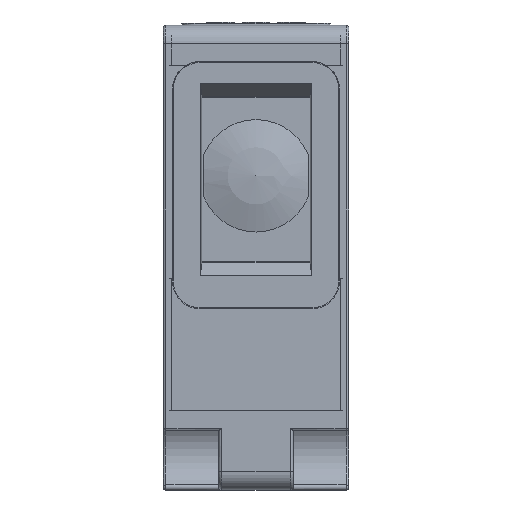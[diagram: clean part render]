
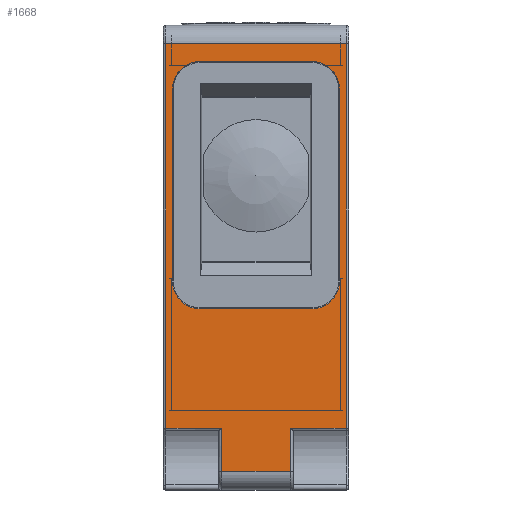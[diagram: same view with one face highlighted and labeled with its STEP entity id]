
A CAD part, front view. The second image highlights one B-rep face of the part: STEP entity #1668.
In plain terms, the highlighted planar face has unit normal (0, -1, 0).
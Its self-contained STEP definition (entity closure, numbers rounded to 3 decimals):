
#1668 = ADVANCED_FACE( '', ( #3696, #3697 ), #3698, .F. );
#3696 = FACE_BOUND( '', #6573, .T. );
#3697 = FACE_OUTER_BOUND( '', #6574, .T. );
#3698 = PLANE( '', #6575 );
#6573 = EDGE_LOOP( '', ( #11734, #11735, #11736, #11737, #11738, #11739, #11740, #11741 ) );
#6574 = EDGE_LOOP( '', ( #11742, #11743, #11744, #11745, #11746, #11747, #11748, #11749 ) );
#6575 = AXIS2_PLACEMENT_3D( '', #11750, #11751, #11752 );
#11734 = ORIENTED_EDGE( '', *, *, #16835, .F. );
#11735 = ORIENTED_EDGE( '', *, *, #16836, .F. );
#11736 = ORIENTED_EDGE( '', *, *, #16673, .F. );
#11737 = ORIENTED_EDGE( '', *, *, #16837, .F. );
#11738 = ORIENTED_EDGE( '', *, *, #15892, .F. );
#11739 = ORIENTED_EDGE( '', *, *, #16838, .F. );
#11740 = ORIENTED_EDGE( '', *, *, #16413, .F. );
#11741 = ORIENTED_EDGE( '', *, *, #16057, .F. );
#11742 = ORIENTED_EDGE( '', *, *, #16839, .T. );
#11743 = ORIENTED_EDGE( '', *, *, #16840, .T. );
#11744 = ORIENTED_EDGE( '', *, *, #16841, .T. );
#11745 = ORIENTED_EDGE( '', *, *, #16842, .T. );
#11746 = ORIENTED_EDGE( '', *, *, #16843, .T. );
#11747 = ORIENTED_EDGE( '', *, *, #15427, .F. );
#11748 = ORIENTED_EDGE( '', *, *, #16844, .T. );
#11749 = ORIENTED_EDGE( '', *, *, #16758, .T. );
#11750 = CARTESIAN_POINT( '', ( 10., -25., 23. ) );
#11751 = DIRECTION( '', ( 0., 1., 0. ) );
#11752 = DIRECTION( '', ( 0., 0., 1. ) );
#15427 = EDGE_CURVE( '', #18383, #18385, #18386, .T. );
#15892 = EDGE_CURVE( '', #19141, #19137, #19143, .T. );
#16057 = EDGE_CURVE( '', #19393, #19395, #19396, .T. );
#16413 = EDGE_CURVE( '', #19395, #19941, #19943, .T. );
#16673 = EDGE_CURVE( '', #20315, #20317, #20318, .T. );
#16758 = EDGE_CURVE( '', #20436, #20434, #20437, .T. );
#16835 = EDGE_CURVE( '', #20540, #19393, #20541, .T. );
#16836 = EDGE_CURVE( '', #20317, #20540, #20542, .T. );
#16837 = EDGE_CURVE( '', #19137, #20315, #20543, .T. );
#16838 = EDGE_CURVE( '', #19941, #19141, #20544, .T. );
#16839 = EDGE_CURVE( '', #20434, #20545, #20546, .F. );
#16840 = EDGE_CURVE( '', #20545, #20547, #20548, .T. );
#16841 = EDGE_CURVE( '', #20547, #20549, #20550, .T. );
#16842 = EDGE_CURVE( '', #20549, #20551, #20552, .T. );
#16843 = EDGE_CURVE( '', #20551, #18385, #20553, .T. );
#16844 = EDGE_CURVE( '', #18383, #20436, #20554, .F. );
#18383 = VERTEX_POINT( '', #22732 );
#18385 = VERTEX_POINT( '', #22734 );
#18386 = LINE( '', #22735, #22736 );
#19137 = VERTEX_POINT( '', #24052 );
#19141 = VERTEX_POINT( '', #24057 );
#19143 = CIRCLE( '', #24060, 3. );
#19393 = VERTEX_POINT( '', #24464 );
#19395 = VERTEX_POINT( '', #24467 );
#19396 = LINE( '', #24468, #24469 );
#19941 = VERTEX_POINT( '', #25444 );
#19943 = CIRCLE( '', #25447, 3. );
#20315 = VERTEX_POINT( '', #26069 );
#20317 = VERTEX_POINT( '', #26072 );
#20318 = CIRCLE( '', #26073, 3. );
#20434 = VERTEX_POINT( '', #26263 );
#20436 = VERTEX_POINT( '', #26265 );
#20437 = LINE( '', #26266, #26267 );
#20540 = VERTEX_POINT( '', #26439 );
#20541 = CIRCLE( '', #26440, 3. );
#20542 = LINE( '', #26441, #26442 );
#20543 = LINE( '', #26443, #26444 );
#20544 = LINE( '', #26445, #26446 );
#20545 = VERTEX_POINT( '', #26447 );
#20546 = LINE( '', #26448, #26449 );
#20547 = VERTEX_POINT( '', #26450 );
#20548 = LINE( '', #26451, #26452 );
#20549 = VERTEX_POINT( '', #26453 );
#20550 = LINE( '', #26454, #26455 );
#20551 = VERTEX_POINT( '', #26456 );
#20552 = LINE( '', #26457, #26458 );
#20553 = LINE( '', #26459, #26460 );
#20554 = LINE( '', #26461, #26462 );
#22732 = CARTESIAN_POINT( '', ( 3.7, -25., -23. ) );
#22734 = CARTESIAN_POINT( '', ( -3.7, -25., -23. ) );
#22735 = CARTESIAN_POINT( '', ( 10., -25., -23. ) );
#22736 = VECTOR( '', #28658, 1000. );
#24052 = CARTESIAN_POINT( '', ( 9., -25., -2.5 ) );
#24057 = CARTESIAN_POINT( '', ( 6., -25., -5.5 ) );
#24060 = AXIS2_PLACEMENT_3D( '', #29166, #29167, #29168 );
#24464 = CARTESIAN_POINT( '', ( -9., -25., 18.1 ) );
#24467 = CARTESIAN_POINT( '', ( -9., -25., -2.5 ) );
#24468 = CARTESIAN_POINT( '', ( -9., -25., 16.6 ) );
#24469 = VECTOR( '', #29329, 1000. );
#25444 = CARTESIAN_POINT( '', ( -6., -25., -5.5 ) );
#25447 = AXIS2_PLACEMENT_3D( '', #29713, #29714, #29715 );
#26069 = CARTESIAN_POINT( '', ( 9., -25., 18.1 ) );
#26072 = CARTESIAN_POINT( '', ( 6., -25., 21.1 ) );
#26073 = AXIS2_PLACEMENT_3D( '', #29989, #29990, #29991 );
#26263 = CARTESIAN_POINT( '', ( 9.7, -25., -18.352 ) );
#26265 = CARTESIAN_POINT( '', ( 3.7, -25., -18.352 ) );
#26266 = CARTESIAN_POINT( '', ( 10., -25., -18.352 ) );
#26267 = VECTOR( '', #30083, 1000. );
#26439 = CARTESIAN_POINT( '', ( -6., -25., 21.1 ) );
#26440 = AXIS2_PLACEMENT_3D( '', #30153, #30154, #30155 );
#26441 = CARTESIAN_POINT( '', ( 6., -25., 21.1 ) );
#26442 = VECTOR( '', #30156, 1000. );
#26443 = CARTESIAN_POINT( '', ( 9., -25., -1. ) );
#26444 = VECTOR( '', #30157, 1000. );
#26445 = CARTESIAN_POINT( '', ( -6., -25., -5.5 ) );
#26446 = VECTOR( '', #30158, 1000. );
#26447 = CARTESIAN_POINT( '', ( 9.7, -25., 23. ) );
#26448 = CARTESIAN_POINT( '', ( 9.7, -25., 23. ) );
#26449 = VECTOR( '', #30159, 1000. );
#26450 = CARTESIAN_POINT( '', ( -9.7, -25., 23. ) );
#26451 = CARTESIAN_POINT( '', ( 10., -25., 23. ) );
#26452 = VECTOR( '', #30160, 1000. );
#26453 = CARTESIAN_POINT( '', ( -9.7, -25., -18.352 ) );
#26454 = CARTESIAN_POINT( '', ( -9.7, -25., 23. ) );
#26455 = VECTOR( '', #30161, 1000. );
#26456 = CARTESIAN_POINT( '', ( -3.7, -25., -18.352 ) );
#26457 = CARTESIAN_POINT( '', ( -4., -25., -18.352 ) );
#26458 = VECTOR( '', #30162, 1000. );
#26459 = CARTESIAN_POINT( '', ( -3.7, -25., 23. ) );
#26460 = VECTOR( '', #30163, 1000. );
#26461 = CARTESIAN_POINT( '', ( 3.7, -25., -19.564 ) );
#26462 = VECTOR( '', #30164, 1000. );
#28658 = DIRECTION( '', ( -1., 0., 0. ) );
#29166 = CARTESIAN_POINT( '', ( 6., -25., -2.5 ) );
#29167 = DIRECTION( '', ( 0., -1., 0. ) );
#29168 = DIRECTION( '', ( -1., 0., 0. ) );
#29329 = DIRECTION( '', ( 0., 0., -1. ) );
#29713 = CARTESIAN_POINT( '', ( -6., -25., -2.5 ) );
#29714 = DIRECTION( '', ( 0., -1., 0. ) );
#29715 = DIRECTION( '', ( 1., 0., 0. ) );
#29989 = CARTESIAN_POINT( '', ( 6., -25., 18.1 ) );
#29990 = DIRECTION( '', ( 0., -1., 0. ) );
#29991 = DIRECTION( '', ( 1., 0., 0. ) );
#30083 = DIRECTION( '', ( 1., 0., 0. ) );
#30153 = CARTESIAN_POINT( '', ( -6., -25., 18.1 ) );
#30154 = DIRECTION( '', ( 0., -1., 0. ) );
#30155 = DIRECTION( '', ( 1., 0., 0. ) );
#30156 = DIRECTION( '', ( -1., 0., 0. ) );
#30157 = DIRECTION( '', ( 0., 0., 1. ) );
#30158 = DIRECTION( '', ( 1., 0., 0. ) );
#30159 = DIRECTION( '', ( 0., 0., -1. ) );
#30160 = DIRECTION( '', ( -1., 0., 0. ) );
#30161 = DIRECTION( '', ( 0., 0., -1. ) );
#30162 = DIRECTION( '', ( 1., 0., 0. ) );
#30163 = DIRECTION( '', ( 0., 0., -1. ) );
#30164 = DIRECTION( '', ( 0., 0., -1. ) );
